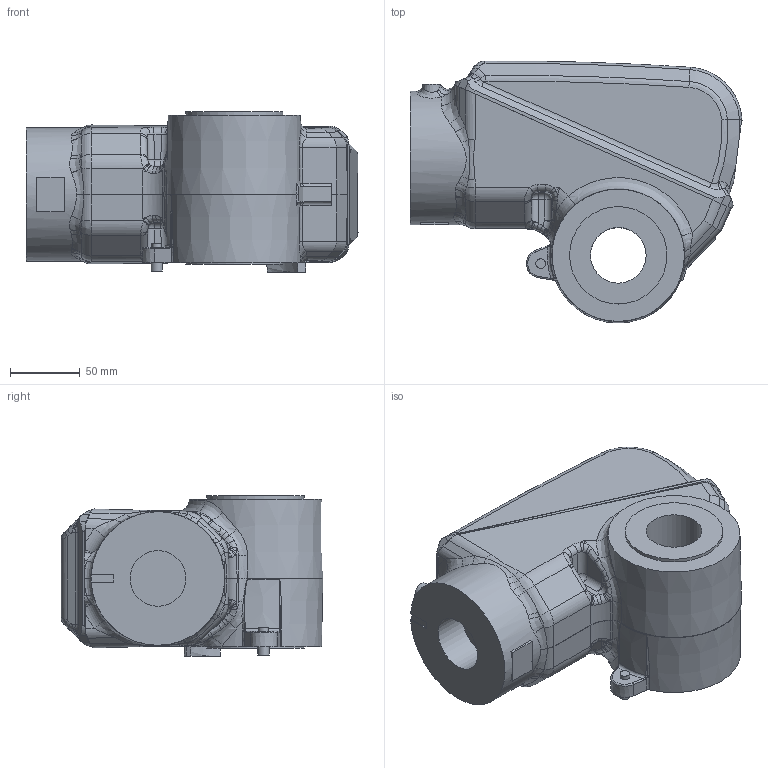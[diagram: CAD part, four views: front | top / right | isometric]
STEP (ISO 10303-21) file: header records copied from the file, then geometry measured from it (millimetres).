
FILE_DESCRIPTION(/* description */ (''),/* implementation_level */ '2;1');
FILE_NAME(/* name */ '3rd_axis.step',/* time_stamp */ '2024-01-03T15:54:06+05:30',/* author */ (''),/* organization */ (''),/* preprocessor_version */ 'ST-DEVELOPER v20',/* originating_system */ 'Autodesk Translation Framework v12.14.0.127',/* authorisation */ '');
FILE_SCHEMA (('AUTOMOTIVE_DESIGN { 1 0 10303 214 3 1 1 }'));
Length unit declared in the file: millimetre
Products named in the file (1): 3rd_axis
Bounding box: 238.48 x 188.11 x 115.5 mm (x, y, z)
Volume: 2769995.2 mm3; surface area: 148091 mm2
Topology: 1 solids, 2 shells, 456 faces, 1125 edges, 675 vertices
Faces by surface type: bspline 206, plane 111, cylinder 93, cone 30, torus 10, sphere 6
Full cylindrical faces by diameter (mm): 3.3 x2, 7 x1, 8 x1, 40 x2, 70 x2, 96 x1
Entity records: 29750 total; most frequent: CARTESIAN_POINT 20181, ORIENTED_EDGE 2240, DIRECTION 1705, EDGE_CURVE 1120, AXIS2_PLACEMENT_3D 688, VERTEX_POINT 675, EDGE_LOOP 467, FACE_OUTER_BOUND 456
